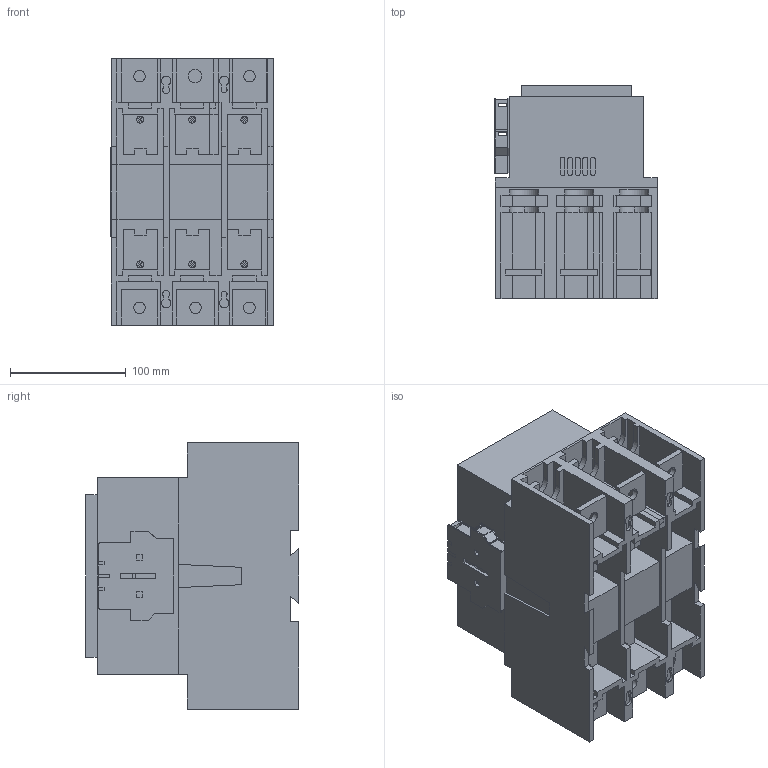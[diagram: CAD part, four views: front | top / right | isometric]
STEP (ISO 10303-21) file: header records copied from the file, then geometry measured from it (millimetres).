
FILE_DESCRIPTION (( 'STEP AP214' ), '1' );
FILE_NAME ('BA210-30-11-55.STEP', '2014-05-13T09:08:08', ( '' ), ( '' ), 'SwSTEP 2.0', 'SolidWorks 2013', '' );
FILE_SCHEMA (( 'AUTOMOTIVE_DESIGN' ));
Length unit declared in the file: millimetre
Products named in the file (1): BA210-30-11-55
Bounding box: 140.5 x 184.2 x 230 mm (x, y, z)
Volume: 3367778.1 mm3; surface area: 417491.9 mm2
Topology: 8 solids, 12 shells, 949 faces, 2622 edges, 1730 vertices
Faces by surface type: plane 761, cylinder 138, bspline 50
Entity records: 32553 total; most frequent: CARTESIAN_POINT 8152, ORIENTED_EDGE 5244, DIRECTION 4674, EDGE_CURVE 2622, VECTOR 2170, LINE 2170, VERTEX_POINT 1730, AXIS2_PLACEMENT_3D 1252
